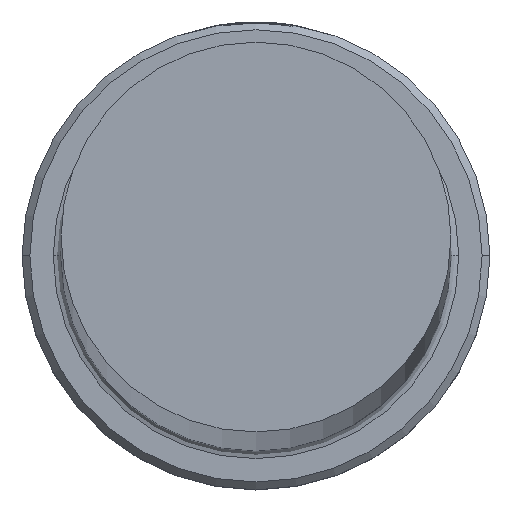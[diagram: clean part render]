
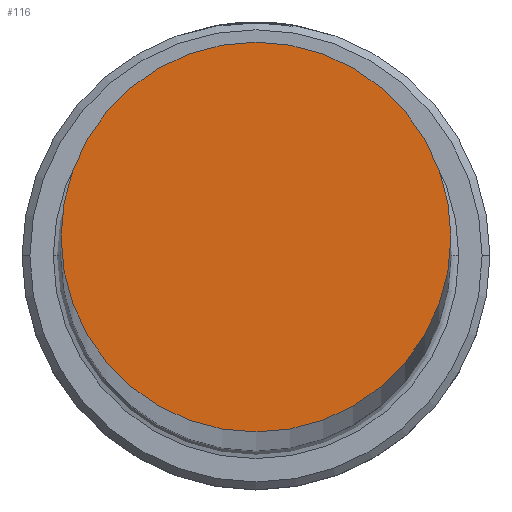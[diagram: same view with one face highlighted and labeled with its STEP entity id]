
A CAD part, top view. The second image highlights one B-rep face of the part: STEP entity #116.
In plain terms, the highlighted planar face has unit normal (0, 0, 1).
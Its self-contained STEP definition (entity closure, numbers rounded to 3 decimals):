
#1 = DIRECTION ( 'NONE',  ( 1., 0., 0. ) ) ;
#9 = DIRECTION ( 'NONE',  ( 0., 0., 1. ) ) ;
#93 = EDGE_CURVE ( 'NONE', #1178, #977, #241, .T. ) ;
#116 = ADVANCED_FACE ( 'NONE', ( #238 ), #314, .T. ) ;
#129 = CARTESIAN_POINT ( 'NONE',  ( 0., 0., 700. ) ) ;
#182 = CIRCLE ( 'NONE', #1134, 12.5 ) ;
#216 = CARTESIAN_POINT ( 'NONE',  ( 0., 0., 700. ) ) ;
#226 = DIRECTION ( 'NONE',  ( 1., 0., 0. ) ) ;
#238 = FACE_OUTER_BOUND ( 'NONE', #444, .T. ) ;
#241 = CIRCLE ( 'NONE', #679, 12.5 ) ;
#314 = PLANE ( 'NONE',  #913 ) ;
#391 = DIRECTION ( 'NONE',  ( 1., 0., 0. ) ) ;
#397 = DIRECTION ( 'NONE',  ( 0., 0., 1. ) ) ;
#444 = EDGE_LOOP ( 'NONE', ( #573, #611 ) ) ;
#486 = CARTESIAN_POINT ( 'NONE',  ( 0., 0., 700. ) ) ;
#562 = CARTESIAN_POINT ( 'NONE',  ( -12.5, 0., 700. ) ) ;
#573 = ORIENTED_EDGE ( 'NONE', *, *, #93, .T. ) ;
#611 = ORIENTED_EDGE ( 'NONE', *, *, #835, .T. ) ;
#679 = AXIS2_PLACEMENT_3D ( 'NONE', #486, #397, #391 ) ;
#781 = DIRECTION ( 'NONE',  ( 0., 0., 1. ) ) ;
#835 = EDGE_CURVE ( 'NONE', #977, #1178, #182, .T. ) ;
#887 = CARTESIAN_POINT ( 'NONE',  ( 12.5, 0., 700. ) ) ;
#913 = AXIS2_PLACEMENT_3D ( 'NONE', #216, #9, #1 ) ;
#977 = VERTEX_POINT ( 'NONE', #887 ) ;
#1134 = AXIS2_PLACEMENT_3D ( 'NONE', #129, #781, #226 ) ;
#1178 = VERTEX_POINT ( 'NONE', #562 ) ;
